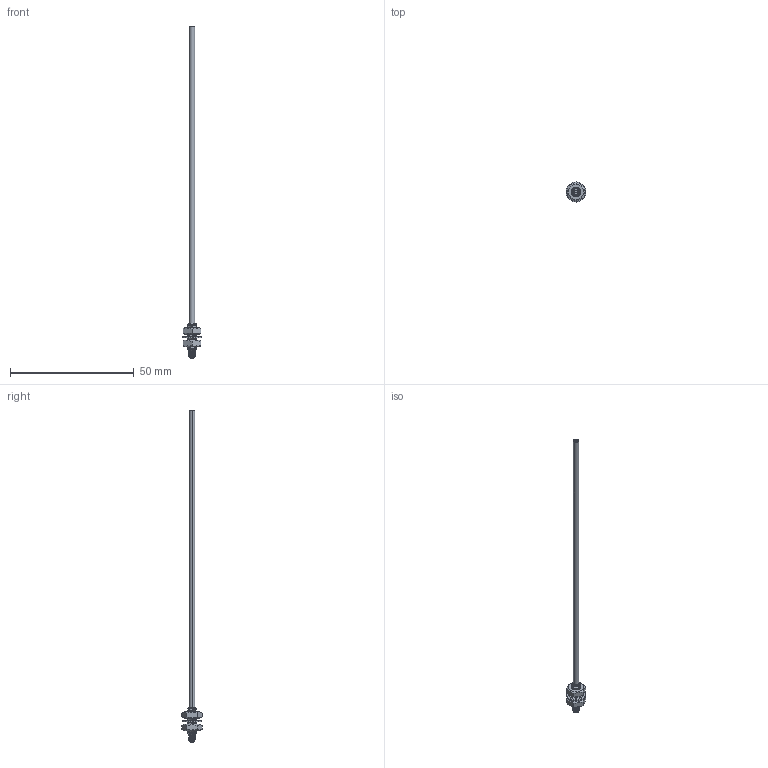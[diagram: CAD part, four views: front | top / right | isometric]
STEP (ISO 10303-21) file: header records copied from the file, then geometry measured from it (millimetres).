
FILE_DESCRIPTION((''),'2;1');
FILE_NAME('188738_ASM','2016-01-12T',('pdmadmin'),(''),'PRO/ENGINEER BY PARAMETRIC TECHNOLOGY CORPORATION, 2013230','PRO/ENGINEER BY PARAMETRIC TECHNOLOGY CORPORATION, 2013230','');
FILE_SCHEMA(('CONFIG_CONTROL_DESIGN'));
Products named in the file (6): 40843; 39218; 40845; 40844; FIBER_CORE_1MM; 188738_ASM
Assembly tree (6 placements, depth 2):
  188738_ASM
    40843
    39218
    40845
    40844  x2
    FIBER_CORE_1MM
Bounding box: 8 x 8.08 x 134.02 mm (x, y, z)
Volume: 736.8 mm3; surface area: 1792.2 mm2
Topology: 6 solids, 8 shells, 162 faces, 422 edges, 274 vertices
Faces by surface type: cylinder 80, plane 48, cone 18, bspline 16
Entity records: 9575 total; most frequent: CARTESIAN_POINT 6002, ORIENTED_EDGE 764, DIRECTION 643, EDGE_CURVE 384, VERTEX_POINT 250, AXIS2_PLACEMENT_3D 238, VECTOR 167, LINE 167
